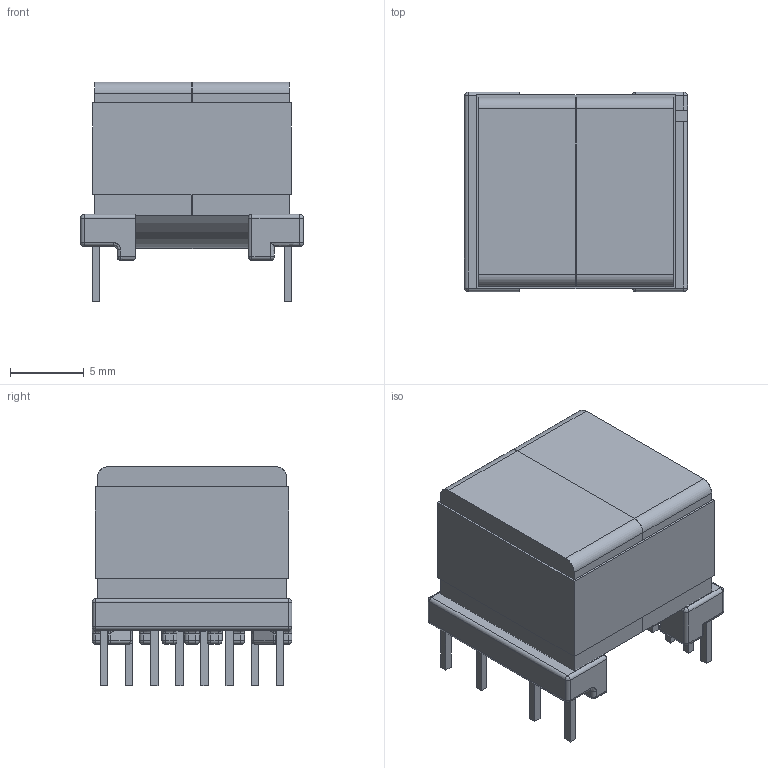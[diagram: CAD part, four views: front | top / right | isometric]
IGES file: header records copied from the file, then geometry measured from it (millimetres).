
Start section: SolidWorks IGES file using analytic representation for surfaces
Global section: file name: ep13_4862.IGS; native system: SolidWorks 2017; preprocessor: SolidWorks 2017; author: e.wtnpm; date: 210623.074013; units: inch
Bounding box: 15.09 x 13.5 x 14.85 mm (x, y, z)
Surface area: 3297.9 mm2 (no closed solid volume)
Topology: 0 solids, 0 shells, 586 faces, 3744 edges, 3663 vertices
Faces by surface type: bspline 310, revolution 276
